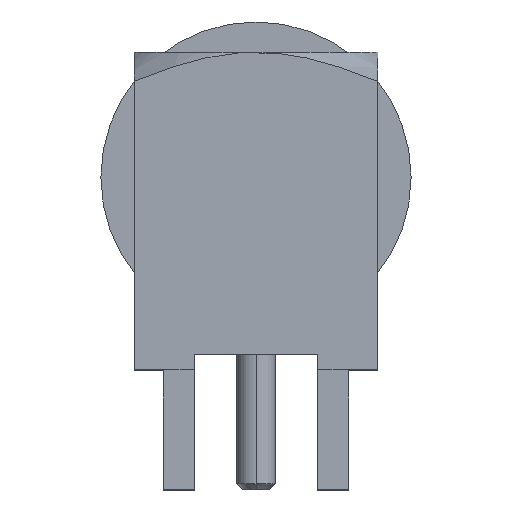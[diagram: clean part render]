
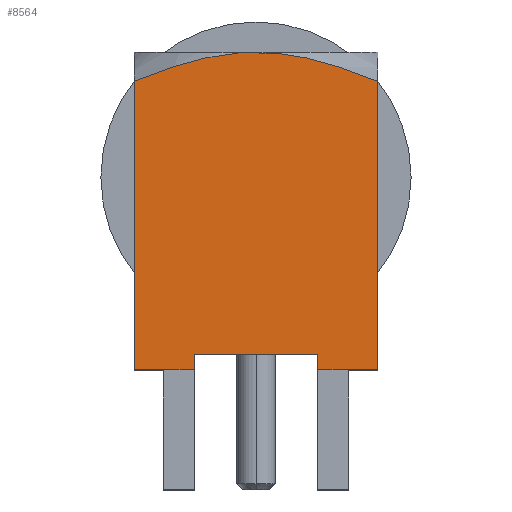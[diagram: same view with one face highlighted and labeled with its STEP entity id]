
A CAD part, top view. The second image highlights one B-rep face of the part: STEP entity #8564.
In plain terms, the highlighted planar face has unit normal (0, 0, 1).
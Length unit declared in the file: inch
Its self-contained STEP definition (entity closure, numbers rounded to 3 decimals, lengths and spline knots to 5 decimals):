
#41=CARTESIAN_POINT('',(-0.15748,0.52848,
0.15748));
#135=DIRECTION('',(0.,1.,0.));
#136=VECTOR('',#135,0.37321);
#137=CARTESIAN_POINT('',(0.15748,0.15512,
0.15748));
#138=LINE('',#137,#136);
#276=CARTESIAN_POINT('',(0.15748,0.52833,
0.15748));
#277=CARTESIAN_POINT('',(0.14924,0.53169,
0.15748));
#278=CARTESIAN_POINT('',(0.13356,0.53782,
0.15748));
#279=CARTESIAN_POINT('',(0.11277,0.54521,
0.15748));
#280=CARTESIAN_POINT('',(0.09372,0.55124,
0.15748));
#281=CARTESIAN_POINT('',(0.07583,0.55614,
0.15748));
#282=CARTESIAN_POINT('',(0.05862,0.56005,
0.15748));
#283=CARTESIAN_POINT('',(0.04175,0.56302,
0.15748));
#284=CARTESIAN_POINT('',(0.02502,0.56504,
0.15748));
#285=CARTESIAN_POINT('',(0.0083,0.56607,
0.15748));
#286=CARTESIAN_POINT('',(-0.00842,0.56608,
0.15748));
#287=CARTESIAN_POINT('',(-0.02514,0.56506,
0.15748));
#288=CARTESIAN_POINT('',(-0.04188,0.56306,
0.15748));
#289=CARTESIAN_POINT('',(-0.05874,0.5601,
0.15748));
#290=CARTESIAN_POINT('',(-0.07595,0.55621,
0.15748));
#291=CARTESIAN_POINT('',(-0.09382,0.55132,
0.15748));
#292=CARTESIAN_POINT('',(-0.11285,0.54531,
0.15748));
#293=CARTESIAN_POINT('',(-0.1336,0.53795,
0.15748));
#294=CARTESIAN_POINT('',(-0.14926,0.53183,
0.15748));
#295=CARTESIAN_POINT('',(-0.15748,0.52848,
0.15748));
#297=DIRECTION('',(1.,0.,0.));
#298=VECTOR('',#297,0.07756);
#299=CARTESIAN_POINT('',(0.07992,0.15512,
0.15748));
#300=LINE('',#299,#298);
#301=DIRECTION('',(0.,1.,0.));
#302=VECTOR('',#301,0.01969);
#303=CARTESIAN_POINT('',(0.07992,0.15512,
0.15748));
#304=LINE('',#303,#302);
#305=DIRECTION('',(1.,0.,0.));
#306=VECTOR('',#305,0.15984);
#307=CARTESIAN_POINT('',(-0.07992,0.1748,
0.15748));
#308=LINE('',#307,#306);
#309=DIRECTION('',(0.,1.,0.));
#310=VECTOR('',#309,0.01969);
#311=CARTESIAN_POINT('',(-0.07992,0.15512,
0.15748));
#312=LINE('',#311,#310);
#313=DIRECTION('',(1.,0.,0.));
#314=VECTOR('',#313,0.07756);
#315=CARTESIAN_POINT('',(-0.15748,0.15512,
0.15748));
#316=LINE('',#315,#314);
#317=DIRECTION('',(0.,1.,0.));
#318=VECTOR('',#317,0.37336);
#319=CARTESIAN_POINT('',(-0.15748,0.15512,
0.15748));
#320=LINE('',#319,#318);
#7545=CARTESIAN_POINT('',(-0.07992,0.1748,
0.15748));
#7546=CARTESIAN_POINT('',(0.07992,0.1748,
0.15748));
#7547=VERTEX_POINT('',#7545);
#7548=VERTEX_POINT('',#7546);
#7602=CARTESIAN_POINT('',(-0.15748,0.15512,
0.15748));
#7604=VERTEX_POINT('',#7602);
#7605=CARTESIAN_POINT('',(-0.07992,0.15512,
0.15748));
#7606=VERTEX_POINT('',#7605);
#7607=CARTESIAN_POINT('',(0.07992,0.15512,
0.15748));
#7608=CARTESIAN_POINT('',(0.15748,0.15512,
0.15748));
#7609=VERTEX_POINT('',#7607);
#7610=VERTEX_POINT('',#7608);
#7645=VERTEX_POINT('',#41);
#7649=VERTEX_POINT('',#276);
#8547=CARTESIAN_POINT('',(-0.15748,0.,0.15748));
#8548=DIRECTION('',(0.,0.,1.));
#8549=DIRECTION('',(1.,0.,0.));
#8550=AXIS2_PLACEMENT_3D('',#8547,#8548,#8549);
#8551=PLANE('',#8550);
#8552=ORIENTED_EDGE('',*,*,#8375,.F.);
#8553=ORIENTED_EDGE('',*,*,#8403,.F.);
#8555=ORIENTED_EDGE('',*,*,#8554,.F.);
#8557=ORIENTED_EDGE('',*,*,#8556,.T.);
#8558=ORIENTED_EDGE('',*,*,#8508,.F.);
#8559=ORIENTED_EDGE('',*,*,#8538,.F.);
#8560=ORIENTED_EDGE('',*,*,#8332,.F.);
#8561=ORIENTED_EDGE('',*,*,#8349,.T.);
#8562=EDGE_LOOP('',(#8552,#8553,#8555,#8557,#8558,#8559,#8560,#8561));
#8563=FACE_OUTER_BOUND('',#8562,.F.);
#8564=ADVANCED_FACE('',(#8563),#8551,.T.);
#296=B_SPLINE_CURVE_WITH_KNOTS('',3,(#276,#277,#278,#279,#280,#281,#282,#283,
#284,#285,#286,#287,#288,#289,#290,#291,#292,#293,#294,#295),.UNSPECIFIED.,.F.,
.F.,(4,1,1,1,1,1,1,1,1,1,1,1,1,1,1,1,1,4),(0.,0.05882,
0.11765,0.17647,0.23529,0.29412,
0.35294,0.41176,0.47059,0.52941,
0.58824,0.64706,0.70588,0.76471,
0.82353,0.88235,0.94118,1.),.UNSPECIFIED.);
#8332=EDGE_CURVE('',#7604,#7606,#316,.T.);
#8349=EDGE_CURVE('',#7604,#7645,#320,.T.);
#8375=EDGE_CURVE('',#7649,#7645,#296,.T.);
#8403=EDGE_CURVE('',#7610,#7649,#138,.T.);
#8508=EDGE_CURVE('',#7547,#7548,#308,.T.);
#8538=EDGE_CURVE('',#7606,#7547,#312,.T.);
#8554=EDGE_CURVE('',#7609,#7610,#300,.T.);
#8556=EDGE_CURVE('',#7609,#7548,#304,.T.);
